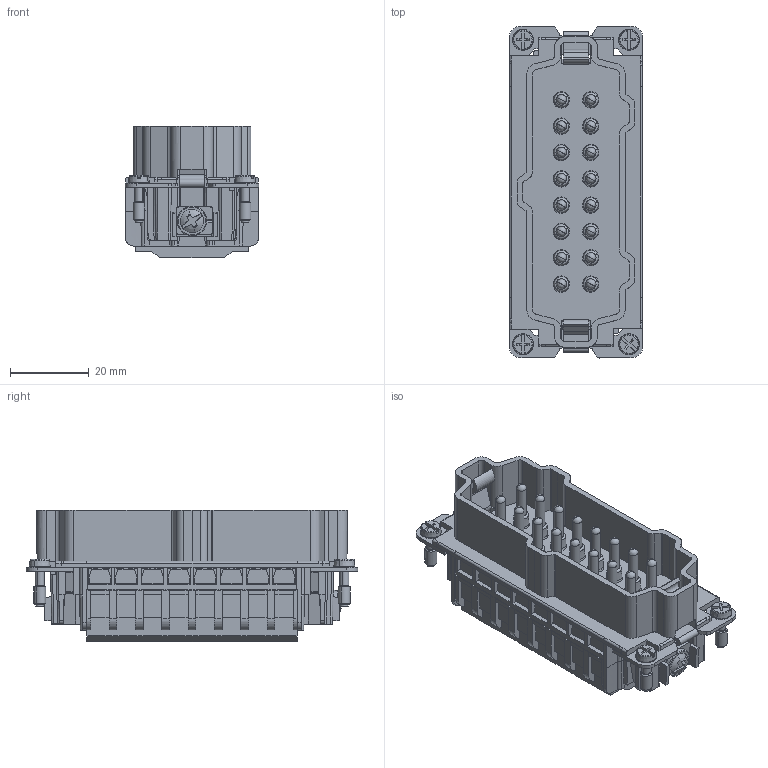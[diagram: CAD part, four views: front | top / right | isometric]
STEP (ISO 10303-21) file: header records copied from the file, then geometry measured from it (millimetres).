
FILE_DESCRIPTION(('CATIA V5 STEP Exchange','CAx-IF Rec.Pracs.--- Model Styling and Organization---1.4--- 2014-01-23'),'2;1');
FILE_NAME ('020271-3_2', '2019-08-21T19:27:40+00:00', ('none'), ('Weidmueller'), 'CATIA Version 5-6 Release 2016 SP3 HF44', 'CATIA V5 STEP AP214', 'none');
FILE_SCHEMA(('AUTOMOTIVE_DESIGN { 1 0 10303 214 1 1 1 1 }'));
Products named in the file (1): 1745840000
Bounding box: 34 x 84.5 x 33.5 mm (x, y, z)
Volume: 42647.2 mm3; surface area: 28350.3 mm2
Topology: 1 solids, 17 shells, 2179 faces, 6959 edges, 4816 vertices
Faces by surface type: plane 1485, cylinder 420, cone 146, torus 108, extrusion 10, bspline 8, sphere 2
Entity records: 72561 total; most frequent: CARTESIAN_POINT 16170, ORIENTED_EDGE 13918, DIRECTION 8461, EDGE_CURVE 6959, VECTOR 5171, LINE 5161, VERTEX_POINT 4816, EDGE_LOOP 2275
